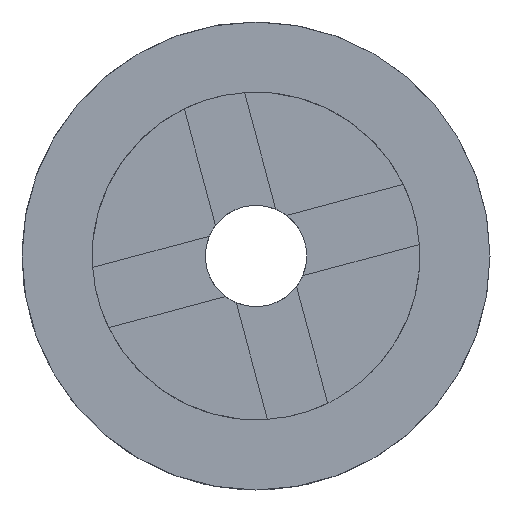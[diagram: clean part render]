
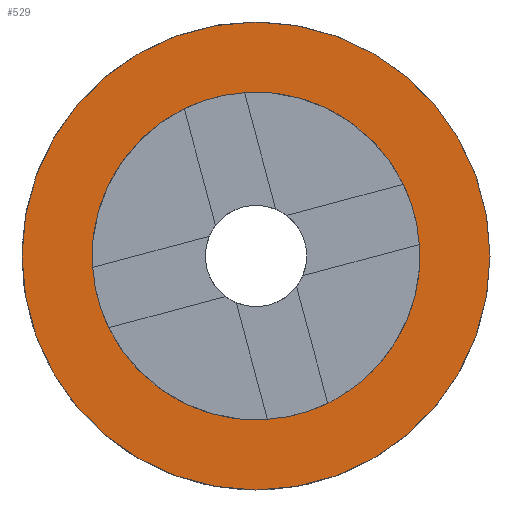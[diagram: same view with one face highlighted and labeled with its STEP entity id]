
A CAD part, front view. The second image highlights one B-rep face of the part: STEP entity #529.
In plain terms, the highlighted planar face has unit normal (0, -1, 0).
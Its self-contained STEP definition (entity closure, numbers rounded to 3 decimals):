
#17=FACE_BOUND('',#90,.T.);
#34=PLANE('',#599);
#60=FACE_OUTER_BOUND('',#89,.T.);
#89=EDGE_LOOP('',(#456));
#90=EDGE_LOOP('',(#457));
#217=CIRCLE('',#600,6.);
#218=CIRCLE('',#601,4.2);
#267=VERTEX_POINT('',#912);
#268=VERTEX_POINT('',#914);
#338=EDGE_CURVE('',#267,#267,#217,.F.);
#339=EDGE_CURVE('',#268,#268,#218,.T.);
#456=ORIENTED_EDGE('',*,*,#338,.F.);
#457=ORIENTED_EDGE('',*,*,#339,.F.);
#529=ADVANCED_FACE('',(#60,#17),#34,.F.);
#599=AXIS2_PLACEMENT_3D('',#911,#748,#749);
#600=AXIS2_PLACEMENT_3D('',#913,#750,#751);
#601=AXIS2_PLACEMENT_3D('',#915,#752,#753);
#748=DIRECTION('center_axis',(0.,1.,0.));
#749=DIRECTION('ref_axis',(-1.,0.,0.));
#750=DIRECTION('center_axis',(0.,-1.,0.));
#751=DIRECTION('ref_axis',(-1.,0.,0.));
#752=DIRECTION('center_axis',(0.,-1.,0.));
#753=DIRECTION('ref_axis',(-0.524,0.,0.852));
#911=CARTESIAN_POINT('Origin',(4.5,26.21,7.794));
#912=CARTESIAN_POINT('',(10.5,26.21,7.794));
#913=CARTESIAN_POINT('Origin',(4.5,26.21,7.794));
#914=CARTESIAN_POINT('',(6.701,26.21,4.217));
#915=CARTESIAN_POINT('Origin',(4.5,26.21,7.794));
